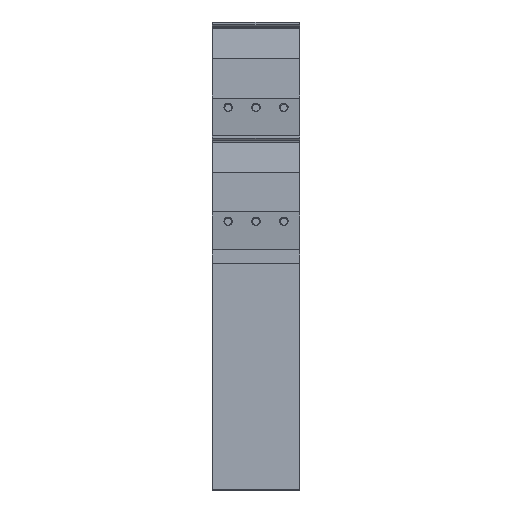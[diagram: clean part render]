
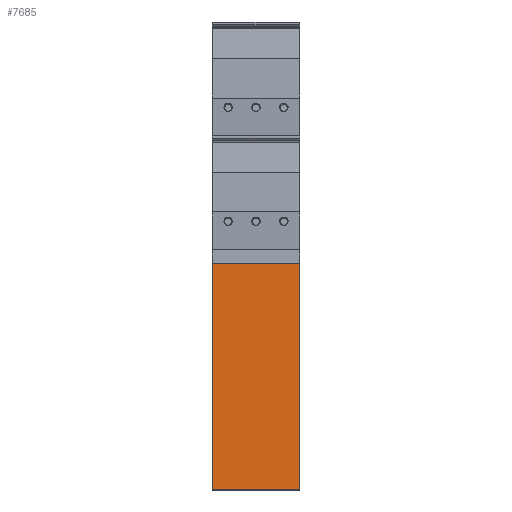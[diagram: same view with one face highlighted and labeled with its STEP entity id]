
A CAD part, front view. The second image highlights one B-rep face of the part: STEP entity #7685.
In plain terms, the highlighted planar face has unit normal (0, -1, 0).
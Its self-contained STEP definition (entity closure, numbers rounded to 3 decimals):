
#564 = CARTESIAN_POINT ( 'NONE',  ( -11.25, -141.287, -90.471 ) ) ;
#963 = VERTEX_POINT ( 'NONE', #14478 ) ;
#2970 = VERTEX_POINT ( 'NONE', #19074 ) ;
#3795 = VECTOR ( 'NONE', #17290, 1000. ) ;
#4250 = VECTOR ( 'NONE', #14231, 1000. ) ;
#4475 = DIRECTION ( 'NONE',  ( 0., 0., 1. ) ) ;
#4895 = CARTESIAN_POINT ( 'NONE',  ( 11.25, -141.287, -90.471 ) ) ;
#5767 = EDGE_CURVE ( 'NONE', #2970, #15928, #12439, .T. ) ;
#6040 = AXIS2_PLACEMENT_3D ( 'NONE', #564, #15546, #4475 ) ;
#7685 = ADVANCED_FACE ( 'NONE', ( #21715 ), #9854, .T. ) ;
#8572 = ORIENTED_EDGE ( 'NONE', *, *, #19522, .F. ) ;
#9854 = PLANE ( 'NONE',  #6040 ) ;
#11246 = VERTEX_POINT ( 'NONE', #20533 ) ;
#11648 = LINE ( 'NONE', #4895, #4250 ) ;
#11793 = CARTESIAN_POINT ( 'NONE',  ( -11.25, -141.287, -32.371 ) ) ;
#12439 = LINE ( 'NONE', #14308, #21832 ) ;
#12980 = EDGE_LOOP ( 'NONE', ( #14714, #8572, #16134, #21983 ) ) ;
#13533 = CARTESIAN_POINT ( 'NONE',  ( -11.25, -141.287, -90.471 ) ) ;
#13696 = DIRECTION ( 'NONE',  ( 1., 0., 0. ) ) ;
#14231 = DIRECTION ( 'NONE',  ( 0., 0., 1. ) ) ;
#14308 = CARTESIAN_POINT ( 'NONE',  ( -11.25, -141.287, -90.471 ) ) ;
#14478 = CARTESIAN_POINT ( 'NONE',  ( 11.25, -141.287, -90.471 ) ) ;
#14714 = ORIENTED_EDGE ( 'NONE', *, *, #19269, .T. ) ;
#14788 = CARTESIAN_POINT ( 'NONE',  ( -11.25, -141.287, -32.371 ) ) ;
#15546 = DIRECTION ( 'NONE',  ( 0., -1., 0. ) ) ;
#15928 = VERTEX_POINT ( 'NONE', #14788 ) ;
#16134 = ORIENTED_EDGE ( 'NONE', *, *, #5767, .F. ) ;
#16739 = EDGE_CURVE ( 'NONE', #2970, #963, #20878, .T. ) ;
#17290 = DIRECTION ( 'NONE',  ( 1., 0., 0. ) ) ;
#18985 = VECTOR ( 'NONE', #13696, 1000. ) ;
#19074 = CARTESIAN_POINT ( 'NONE',  ( -11.25, -141.287, -90.471 ) ) ;
#19269 = EDGE_CURVE ( 'NONE', #963, #11246, #11648, .T. ) ;
#19522 = EDGE_CURVE ( 'NONE', #15928, #11246, #24015, .T. ) ;
#20533 = CARTESIAN_POINT ( 'NONE',  ( 11.25, -141.287, -32.371 ) ) ;
#20878 = LINE ( 'NONE', #13533, #3795 ) ;
#21715 = FACE_OUTER_BOUND ( 'NONE', #12980, .T. ) ;
#21832 = VECTOR ( 'NONE', #23590, 1000. ) ;
#21983 = ORIENTED_EDGE ( 'NONE', *, *, #16739, .T. ) ;
#23590 = DIRECTION ( 'NONE',  ( 0., 0., 1. ) ) ;
#24015 = LINE ( 'NONE', #11793, #18985 ) ;
